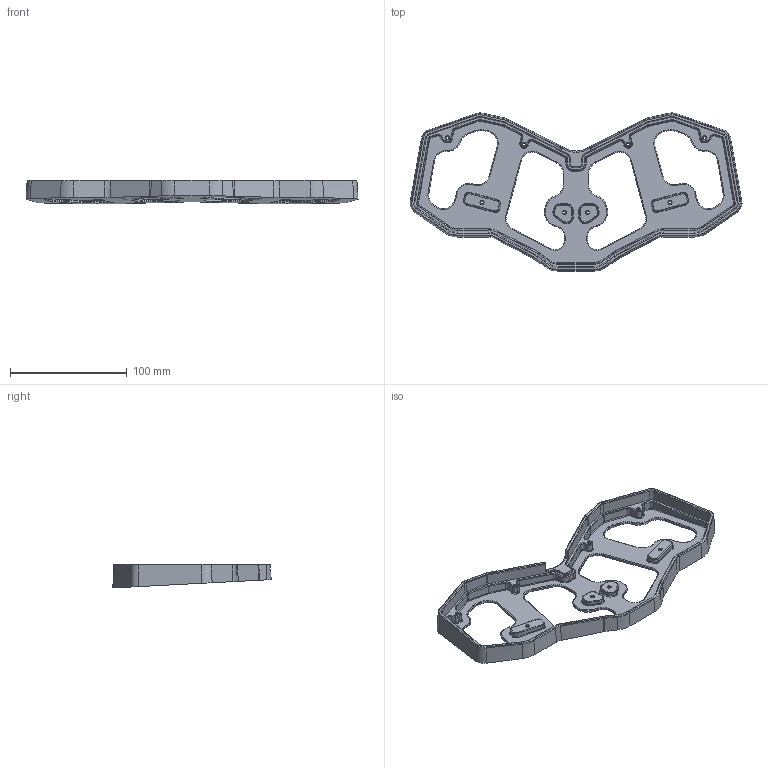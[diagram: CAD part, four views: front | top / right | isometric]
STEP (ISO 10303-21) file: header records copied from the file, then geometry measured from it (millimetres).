
FILE_DESCRIPTION(('FreeCAD Model'),'2;1');
FILE_NAME('Open CASCADE Shape Model','2024-02-21T11:22:43',(''),(''), 'Open CASCADE STEP processor 7.6','FreeCAD','Unknown');
FILE_SCHEMA(('AUTOMOTIVE_DESIGN { 1 0 10303 214 1 1 1 1 }'));
Products named in the file (1): Body
Bounding box: 284.37 x 135.6 x 20.43 mm (x, y, z)
Volume: 86770.8 mm3; surface area: 59806.8 mm2
Topology: 1 solids, 1 shells, 635 faces, 1518 edges, 886 vertices
Faces by surface type: cylinder 275, bspline 132, torus 114, plane 112, sphere 2
Full cylindrical faces by diameter (mm): 2.42 x8
Entity records: 49395 total; most frequent: CARTESIAN_POINT 20042, DIRECTION 5387, LINE 3084, VECTOR 3084, ORIENTED_EDGE 3028, PCURVE 3028, DEFINITIONAL_REPRESENTATION 3028, EDGE_CURVE 1514
